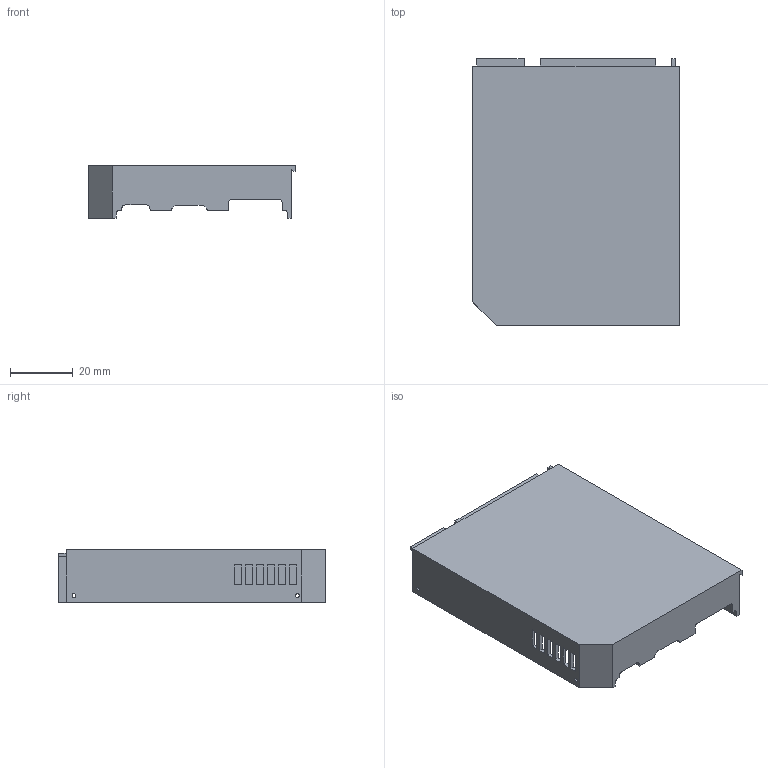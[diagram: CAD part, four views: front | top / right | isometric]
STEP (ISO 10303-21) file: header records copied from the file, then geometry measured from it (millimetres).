
FILE_DESCRIPTION(/* description */ (''),/* implementation_level */ '2;1');
FILE_NAME(/* name */ 'case-top.step',/* time_stamp */ '2024-04-15T14:49:30-07:00',/* author */ (''),/* organization */ (''),/* preprocessor_version */ 'ST-DEVELOPER v20',/* originating_system */ 'Autodesk Translation Framework v12.20.1.177',/* authorisation */ '');
FILE_SCHEMA (('AUTOMOTIVE_DESIGN { 1 0 10303 214 3 1 1 }'));
Length unit declared in the file: millimetre
Products named in the file (1): Top
Bounding box: 65.9 x 85.2 x 16.86 mm (x, y, z)
Volume: 10764.8 mm3; surface area: 17815.4 mm2
Topology: 1 solids, 1 shells, 110 faces, 318 edges, 210 vertices
Faces by surface type: plane 90, cylinder 20
Full cylindrical faces by diameter (mm): 1.2 x4
Entity records: 3658 total; most frequent: CARTESIAN_POINT 639, ORIENTED_EDGE 636, DIRECTION 580, EDGE_CURVE 318, LINE 278, VECTOR 278, VERTEX_POINT 210, AXIS2_PLACEMENT_3D 151
